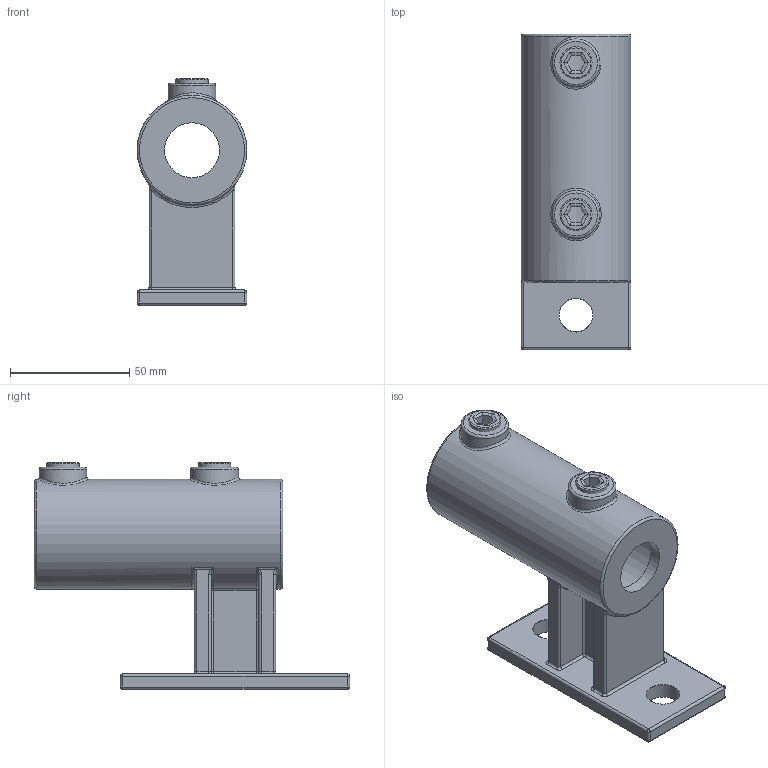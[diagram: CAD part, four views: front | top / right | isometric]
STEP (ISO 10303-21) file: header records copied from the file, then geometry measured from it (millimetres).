
FILE_DESCRIPTION (( 'STEP AP203' ), '1' );
FILE_NAME ('144-B34.STEP', '2021-12-03T12:55:32', ( '' ), ( '' ), 'SwSTEP 2.0', 'SolidWorks 2018', '' );
FILE_SCHEMA (( 'CONFIG_CONTROL_DESIGN' ));
Length unit declared in the file: millimetre
Products named in the file (6): 144-B34; 144-B34 Teil 2; 144-B34 Teil 1; 144-B34 Teil 1_144-B34 Teil 1
Assembly tree (3 placements, depth 2):
  144-B34
    144-B34 Teil 1_144-B34 Teil 1
    144-B34 Teil 2  x2
  144-B34 Teil 2
  144-B34 Teil 1
  144-B34 Teil 2
Bounding box: 46 x 132 x 95 mm (x, y, z)
Volume: 117116.5 mm3; surface area: 49203 mm2
Topology: 3 solids, 3 shells, 391 faces, 975 edges, 592 vertices
Faces by surface type: plane 180, bspline 89, cylinder 80, torus 26, sphere 16
Full cylindrical faces by diameter (mm): 11.8 x2, 13.5 x2, 14 x2, 20 x2, 23 x1, 35.5 x2, 37.5 x2, 46 x1
Entity records: 15911 total; most frequent: CARTESIAN_POINT 7436, ORIENTED_EDGE 1730, DIRECTION 1384, EDGE_CURVE 865, VERTEX_POINT 554, VECTOR 532, LINE 532, EDGE_LOOP 433
